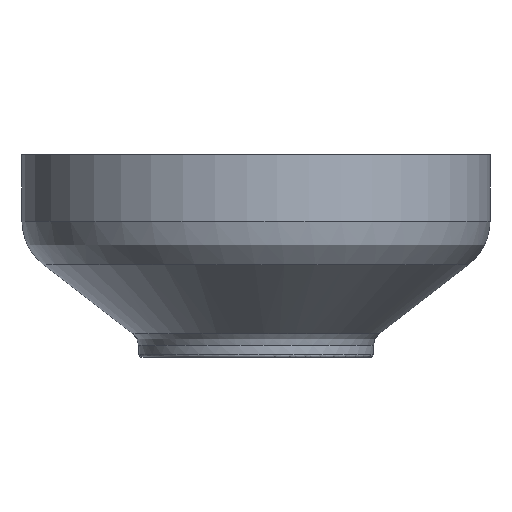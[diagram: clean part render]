
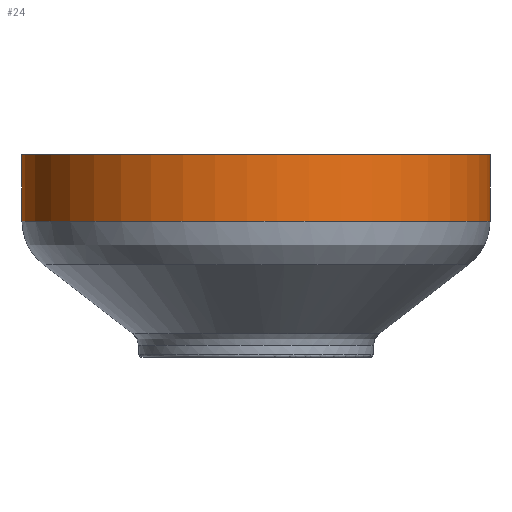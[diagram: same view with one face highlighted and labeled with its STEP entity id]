
A CAD part, left-side view. The second image highlights one B-rep face of the part: STEP entity #24.
In plain terms, the highlighted cylindrical face has radius 150 mm (diameter 300 mm), a partial arc.
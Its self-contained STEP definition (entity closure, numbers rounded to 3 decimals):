
#24=ADVANCED_FACE('',(#191),#2280,.T.);
#191=FACE_OUTER_BOUND('',#353,.T.);
#353=EDGE_LOOP('',(#553,#554,#555,#556));
#553=ORIENTED_EDGE('',*,*,#1252,.F.);
#554=ORIENTED_EDGE('',*,*,#1275,.F.);
#555=ORIENTED_EDGE('',*,*,#1272,.F.);
#556=ORIENTED_EDGE('',*,*,#1274,.T.);
#1252=EDGE_CURVE('',#1985,#1993,#1771,.T.);
#1272=EDGE_CURVE('',#2005,#1987,#1780,.T.);
#1274=EDGE_CURVE('',#2005,#1993,#1627,.T.);
#1275=EDGE_CURVE('',#1987,#1985,#1628,.T.);
#1627=(
BOUNDED_CURVE()
B_SPLINE_CURVE(2,(#7371,#7372,#7373,#7374,#7375),.UNSPECIFIED.,.F.,.F.)
B_SPLINE_CURVE_WITH_KNOTS((3,2,3),(-471.239,-235.619,
0.),.UNSPECIFIED.)
CURVE()
GEOMETRIC_REPRESENTATION_ITEM()
RATIONAL_B_SPLINE_CURVE((1.,0.707,1.,0.707,1.))
REPRESENTATION_ITEM('')
);
#1628=(
BOUNDED_CURVE()
B_SPLINE_CURVE(2,(#7376,#7377,#7378,#7379,#7380),.UNSPECIFIED.,.F.,.F.)
B_SPLINE_CURVE_WITH_KNOTS((3,2,3),(0.,235.619,471.239),
 .UNSPECIFIED.)
CURVE()
GEOMETRIC_REPRESENTATION_ITEM()
RATIONAL_B_SPLINE_CURVE((1.,0.707,1.,0.707,1.))
REPRESENTATION_ITEM('')
);
#1771=B_SPLINE_CURVE_WITH_KNOTS('',1,(#7306,#7307),.UNSPECIFIED.,.F.,.F.,
(2,2),(-42.822,0.),.UNSPECIFIED.);
#1780=B_SPLINE_CURVE_WITH_KNOTS('',1,(#7367,#7368),.UNSPECIFIED.,.F.,.F.,
(2,2),(-42.822,0.),.UNSPECIFIED.);
#1985=VERTEX_POINT('',#7084);
#1987=VERTEX_POINT('',#7086);
#1993=VERTEX_POINT('',#7092);
#2005=VERTEX_POINT('',#7104);
#2280=CYLINDRICAL_SURFACE('',#2453,150.);
#2453=AXIS2_PLACEMENT_3D('',#2801,#2537,$);
#2537=DIRECTION('',(0.,0.,-1.));
#2801=CARTESIAN_POINT('',(-75.,0.,108.589));
#7084=CARTESIAN_POINT('',(-75.,-150.,130.));
#7086=CARTESIAN_POINT('',(-75.,150.,130.));
#7092=CARTESIAN_POINT('',(-75.,-150.,87.178));
#7104=CARTESIAN_POINT('',(-75.,150.,87.178));
#7306=CARTESIAN_POINT('',(-75.,-150.,130.));
#7307=CARTESIAN_POINT('',(-75.,-150.,87.178));
#7367=CARTESIAN_POINT('',(-75.,150.,87.178));
#7368=CARTESIAN_POINT('',(-75.,150.,130.));
#7371=CARTESIAN_POINT('',(-75.,150.,87.178));
#7372=CARTESIAN_POINT('',(-225.,150.,87.178));
#7373=CARTESIAN_POINT('',(-225.,0.,87.178));
#7374=CARTESIAN_POINT('',(-225.,-150.,87.178));
#7375=CARTESIAN_POINT('',(-75.,-150.,87.178));
#7376=CARTESIAN_POINT('',(-75.,150.,130.));
#7377=CARTESIAN_POINT('',(-225.,150.,130.));
#7378=CARTESIAN_POINT('',(-225.,0.,130.));
#7379=CARTESIAN_POINT('',(-225.,-150.,130.));
#7380=CARTESIAN_POINT('',(-75.,-150.,130.));
